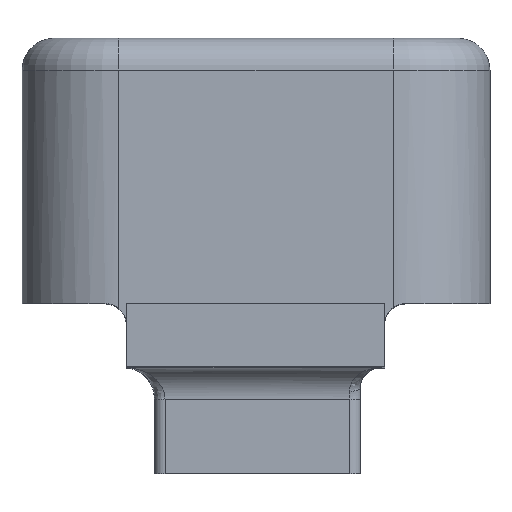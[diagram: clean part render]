
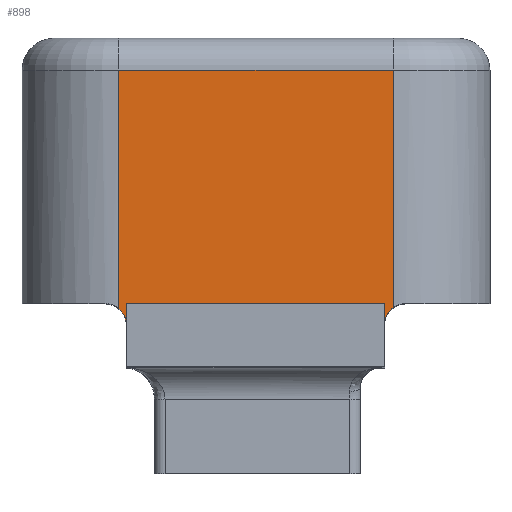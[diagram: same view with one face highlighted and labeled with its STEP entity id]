
A CAD part, top view. The second image highlights one B-rep face of the part: STEP entity #898.
In plain terms, the highlighted planar face has unit normal (0, 0, 1).
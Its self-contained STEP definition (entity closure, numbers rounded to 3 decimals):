
#101=CIRCLE('',#977,0.2);
#102=CIRCLE('',#980,0.2);
#154=FACE_OUTER_BOUND('',#206,.T.);
#206=EDGE_LOOP('',(#814,#815,#816,#817,#818,#819,#820,#821));
#228=LINE('',#1330,#300);
#265=LINE('',#1789,#337);
#269=LINE('',#1806,#341);
#275=LINE('',#1819,#347);
#276=LINE('',#1821,#348);
#279=LINE('',#1828,#351);
#300=VECTOR('',#1072,10.);
#337=VECTOR('',#1207,10.);
#341=VECTOR('',#1217,10.);
#347=VECTOR('',#1235,10.);
#348=VECTOR('',#1238,10.);
#351=VECTOR('',#1247,10.);
#377=VERTEX_POINT('',#1320);
#379=VERTEX_POINT('',#1326);
#422=VERTEX_POINT('',#1772);
#424=VERTEX_POINT('',#1781);
#426=VERTEX_POINT('',#1787);
#428=VERTEX_POINT('',#1794);
#429=VERTEX_POINT('',#1795);
#430=VERTEX_POINT('',#1805);
#470=EDGE_CURVE('',#377,#379,#228,.T.);
#543=EDGE_CURVE('',#424,#422,#101,.T.);
#546=EDGE_CURVE('',#426,#424,#265,.T.);
#549=EDGE_CURVE('',#428,#429,#102,.F.);
#552=EDGE_CURVE('',#428,#430,#269,.T.);
#558=EDGE_CURVE('',#430,#426,#275,.T.);
#559=EDGE_CURVE('',#379,#429,#276,.T.);
#563=EDGE_CURVE('',#377,#422,#279,.T.);
#814=ORIENTED_EDGE('',*,*,#470,.F.);
#815=ORIENTED_EDGE('',*,*,#563,.T.);
#816=ORIENTED_EDGE('',*,*,#543,.F.);
#817=ORIENTED_EDGE('',*,*,#546,.F.);
#818=ORIENTED_EDGE('',*,*,#558,.F.);
#819=ORIENTED_EDGE('',*,*,#552,.F.);
#820=ORIENTED_EDGE('',*,*,#549,.T.);
#821=ORIENTED_EDGE('',*,*,#559,.F.);
#846=PLANE('',#992);
#898=ADVANCED_FACE('',(#154),#846,.T.);
#977=AXIS2_PLACEMENT_3D('',#1783,#1201,#1202);
#980=AXIS2_PLACEMENT_3D('',#1796,#1212,#1213);
#992=AXIS2_PLACEMENT_3D('',#1829,#1248,#1249);
#1072=DIRECTION('',(1.,0.,0.));
#1201=DIRECTION('center_axis',(0.,0.,1.));
#1202=DIRECTION('ref_axis',(0.707,0.707,0.));
#1207=DIRECTION('',(0.,-1.,0.));
#1212=DIRECTION('center_axis',(0.,0.,1.));
#1213=DIRECTION('ref_axis',(-0.707,0.707,0.));
#1217=DIRECTION('',(0.,1.,0.));
#1235=DIRECTION('',(-1.,0.,0.));
#1238=DIRECTION('',(0.,-1.,0.));
#1247=DIRECTION('',(0.,-1.,0.));
#1248=DIRECTION('center_axis',(0.,0.,1.));
#1249=DIRECTION('ref_axis',(-1.,0.,0.));
#1320=CARTESIAN_POINT('',(90.4,78.365,2.328));
#1326=CARTESIAN_POINT('',(92.981,78.365,2.328));
#1330=CARTESIAN_POINT('',(92.335,78.365,2.328));
#1772=CARTESIAN_POINT('',(90.4,76.115,2.328));
#1781=CARTESIAN_POINT('',(90.468,75.965,2.328));
#1783=CARTESIAN_POINT('Origin',(90.268,75.965,2.328));
#1787=CARTESIAN_POINT('',(90.468,76.165,2.328));
#1789=CARTESIAN_POINT('',(90.468,77.415,2.328));
#1794=CARTESIAN_POINT('',(92.901,75.965,2.328));
#1795=CARTESIAN_POINT('',(92.981,76.125,2.328));
#1796=CARTESIAN_POINT('Origin',(93.101,75.965,2.328));
#1805=CARTESIAN_POINT('',(92.901,76.165,2.328));
#1806=CARTESIAN_POINT('',(92.901,77.415,2.328));
#1819=CARTESIAN_POINT('',(90.4,76.165,2.328));
#1821=CARTESIAN_POINT('',(92.981,78.665,2.328));
#1828=CARTESIAN_POINT('',(90.4,78.665,2.328));
#1829=CARTESIAN_POINT('Origin',(92.981,78.665,2.328));
